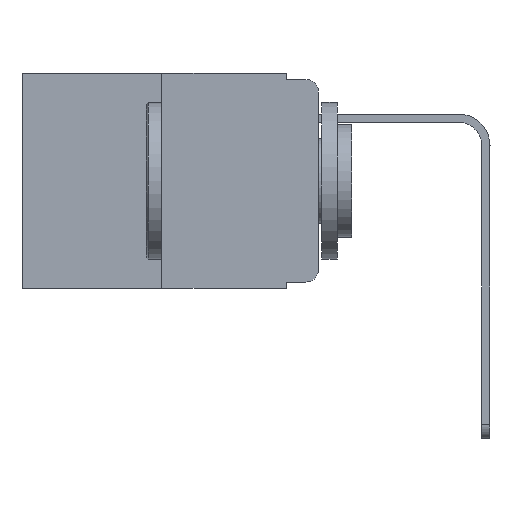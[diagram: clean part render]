
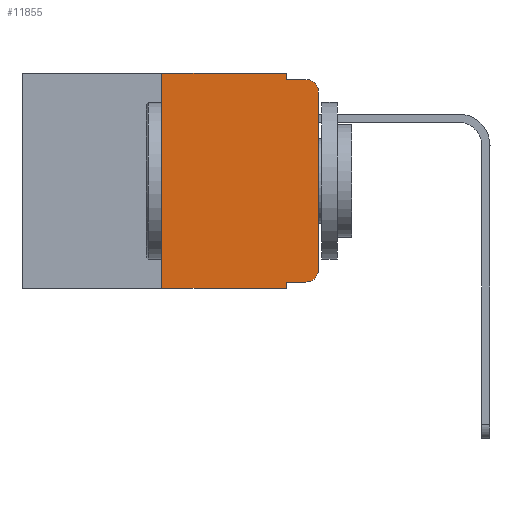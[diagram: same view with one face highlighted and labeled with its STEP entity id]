
A CAD part, left-side view. The second image highlights one B-rep face of the part: STEP entity #11855.
In plain terms, the highlighted planar face has unit normal (-1, 0, 0).
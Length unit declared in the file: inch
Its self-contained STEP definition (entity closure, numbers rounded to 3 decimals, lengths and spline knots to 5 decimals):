
#30 = VERTEX_POINT ( 'NONE', #288 ) ;
#104 = DIRECTION ( 'NONE',  ( 0., 0., -1. ) ) ;
#288 = CARTESIAN_POINT ( 'NONE',  ( 0., 0., -0.03 ) ) ;
#772 = VECTOR ( 'NONE', #16291, 39.37008 ) ;
#907 = EDGE_LOOP ( 'NONE', ( #15417, #5921, #7003, #12106, #2557, #7773, #14867, #15824, #13919, #18293 ) ) ;
#1318 = LINE ( 'NONE', #12790, #772 ) ;
#1878 = EDGE_CURVE ( 'NONE', #13995, #5536, #2078, .T. ) ;
#1998 = EDGE_CURVE ( 'NONE', #20354, #18224, #21530, .T. ) ;
#2078 = LINE ( 'NONE', #15698, #19483 ) ;
#2478 = CIRCLE ( 'NONE', #10636, 0.02 ) ;
#2509 = VERTEX_POINT ( 'NONE', #4294 ) ;
#2557 = ORIENTED_EDGE ( 'NONE', *, *, #17227, .F. ) ;
#3694 = CARTESIAN_POINT ( 'NONE',  ( 0., 0.25, 0. ) ) ;
#4156 = DIRECTION ( 'NONE',  ( 0., 0., -1. ) ) ;
#4184 = LINE ( 'NONE', #5917, #20506 ) ;
#4294 = CARTESIAN_POINT ( 'NONE',  ( 0., 0.02, -0.333 ) ) ;
#4314 = CARTESIAN_POINT ( 'NONE',  ( 0., 0.25, -0.343 ) ) ;
#4953 = DIRECTION ( 'NONE',  ( -1., 0., 0. ) ) ;
#5334 = VERTEX_POINT ( 'NONE', #10174 ) ;
#5536 = VERTEX_POINT ( 'NONE', #18543 ) ;
#5917 = CARTESIAN_POINT ( 'NONE',  ( 0., 0.051, -0.01 ) ) ;
#5921 = ORIENTED_EDGE ( 'NONE', *, *, #19280, .T. ) ;
#6000 = VECTOR ( 'NONE', #8367, 39.37008 ) ;
#6128 = CARTESIAN_POINT ( 'NONE',  ( 0., 0.473, 0. ) ) ;
#6713 = CARTESIAN_POINT ( 'NONE',  ( 0., 0.473, 0. ) ) ;
#7003 = ORIENTED_EDGE ( 'NONE', *, *, #14707, .F. ) ;
#7692 = VECTOR ( 'NONE', #13787, 39.37008 ) ;
#7773 = ORIENTED_EDGE ( 'NONE', *, *, #13937, .F. ) ;
#7863 = VERTEX_POINT ( 'NONE', #13002 ) ;
#8367 = DIRECTION ( 'NONE',  ( 0., -1., 0. ) ) ;
#8566 = CARTESIAN_POINT ( 'NONE',  ( 0., 0.051, 0. ) ) ;
#8853 = CARTESIAN_POINT ( 'NONE',  ( 0., 0.051, -0.333 ) ) ;
#9016 = CARTESIAN_POINT ( 'NONE',  ( 0., 0.473, -0.343 ) ) ;
#9466 = PLANE ( 'NONE',  #19807 ) ;
#9548 = EDGE_CURVE ( 'NONE', #19300, #5536, #13064, .T. ) ;
#9678 = DIRECTION ( 'NONE',  ( 0., -1., 0. ) ) ;
#10174 = CARTESIAN_POINT ( 'NONE',  ( 0., 0.02, -0.01 ) ) ;
#10181 = CARTESIAN_POINT ( 'NONE',  ( 0., 0.02, -0.313 ) ) ;
#10341 = AXIS2_PLACEMENT_3D ( 'NONE', #10181, #4953, #104 ) ;
#10455 = DIRECTION ( 'NONE',  ( 0., -1., 0. ) ) ;
#10636 = AXIS2_PLACEMENT_3D ( 'NONE', #10864, #16104, #4156 ) ;
#10864 = CARTESIAN_POINT ( 'NONE',  ( 0., 0.02, -0.03 ) ) ;
#11069 = DIRECTION ( 'NONE',  ( 1., 0., 0. ) ) ;
#11600 = CARTESIAN_POINT ( 'NONE',  ( 0., 0.051, 0. ) ) ;
#11855 = ADVANCED_FACE ( 'NONE', ( #15909 ), #9466, .F. ) ;
#12106 = ORIENTED_EDGE ( 'NONE', *, *, #1998, .F. ) ;
#12130 = LINE ( 'NONE', #8853, #7692 ) ;
#12664 = CARTESIAN_POINT ( 'NONE',  ( 0., 0.051, -0.01 ) ) ;
#12790 = CARTESIAN_POINT ( 'NONE',  ( 0., 0.25, 0. ) ) ;
#12836 = EDGE_CURVE ( 'NONE', #13995, #2509, #12130, .T. ) ;
#13002 = CARTESIAN_POINT ( 'NONE',  ( 0., 0., -0.313 ) ) ;
#13064 = LINE ( 'NONE', #9016, #18908 ) ;
#13358 = LINE ( 'NONE', #6713, #6000 ) ;
#13787 = DIRECTION ( 'NONE',  ( 0., -1., 0. ) ) ;
#13919 = ORIENTED_EDGE ( 'NONE', *, *, #12836, .T. ) ;
#13937 = EDGE_CURVE ( 'NONE', #19300, #14592, #1318, .T. ) ;
#13995 = VERTEX_POINT ( 'NONE', #16367 ) ;
#14357 = DIRECTION ( 'NONE',  ( 0., 0., -1. ) ) ;
#14369 = CIRCLE ( 'NONE', #10341, 0.02 ) ;
#14592 = VERTEX_POINT ( 'NONE', #3694 ) ;
#14630 = LINE ( 'NONE', #16676, #18089 ) ;
#14707 = EDGE_CURVE ( 'NONE', #18224, #5334, #4184, .T. ) ;
#14867 = ORIENTED_EDGE ( 'NONE', *, *, #9548, .T. ) ;
#15125 = DIRECTION ( 'NONE',  ( 0., 0., 1. ) ) ;
#15417 = ORIENTED_EDGE ( 'NONE', *, *, #18295, .T. ) ;
#15698 = CARTESIAN_POINT ( 'NONE',  ( 0., 0.051, 0. ) ) ;
#15824 = ORIENTED_EDGE ( 'NONE', *, *, #1878, .F. ) ;
#15909 = FACE_OUTER_BOUND ( 'NONE', #907, .T. ) ;
#16104 = DIRECTION ( 'NONE',  ( -1., 0., 0. ) ) ;
#16291 = DIRECTION ( 'NONE',  ( 0., 0., 1. ) ) ;
#16367 = CARTESIAN_POINT ( 'NONE',  ( 0., 0.051, -0.333 ) ) ;
#16676 = CARTESIAN_POINT ( 'NONE',  ( 0., 0., 0. ) ) ;
#17227 = EDGE_CURVE ( 'NONE', #14592, #20354, #13358, .T. ) ;
#18089 = VECTOR ( 'NONE', #15125, 39.37008 ) ;
#18224 = VERTEX_POINT ( 'NONE', #12664 ) ;
#18293 = ORIENTED_EDGE ( 'NONE', *, *, #18354, .T. ) ;
#18295 = EDGE_CURVE ( 'NONE', #7863, #30, #14630, .T. ) ;
#18338 = DIRECTION ( 'NONE',  ( 0., 0., -1. ) ) ;
#18354 = EDGE_CURVE ( 'NONE', #2509, #7863, #14369, .T. ) ;
#18543 = CARTESIAN_POINT ( 'NONE',  ( 0., 0.051, -0.343 ) ) ;
#18908 = VECTOR ( 'NONE', #10455, 39.37008 ) ;
#19087 = DIRECTION ( 'NONE',  ( 0., 0., -1. ) ) ;
#19280 = EDGE_CURVE ( 'NONE', #30, #5334, #2478, .T. ) ;
#19300 = VERTEX_POINT ( 'NONE', #4314 ) ;
#19483 = VECTOR ( 'NONE', #19087, 39.37008 ) ;
#19807 = AXIS2_PLACEMENT_3D ( 'NONE', #6128, #11069, #14357 ) ;
#20354 = VERTEX_POINT ( 'NONE', #8566 ) ;
#20506 = VECTOR ( 'NONE', #9678, 39.37008 ) ;
#20775 = VECTOR ( 'NONE', #18338, 39.37008 ) ;
#21530 = LINE ( 'NONE', #11600, #20775 ) ;
